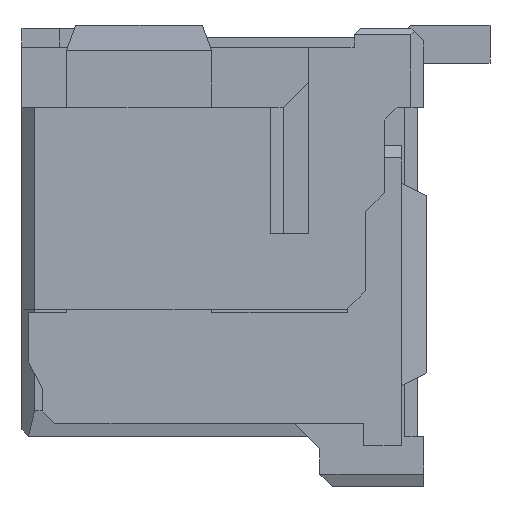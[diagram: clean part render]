
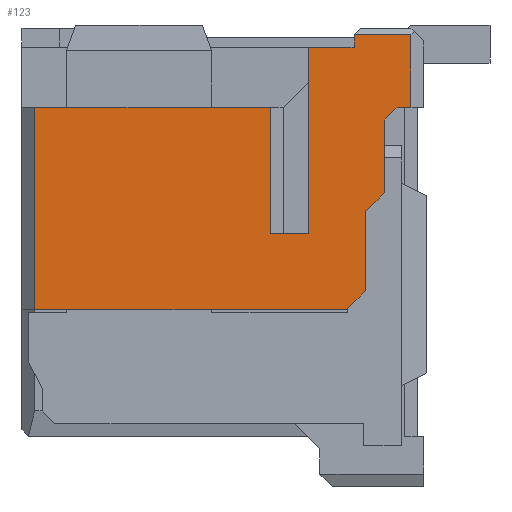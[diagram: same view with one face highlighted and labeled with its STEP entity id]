
A CAD part, left-side view. The second image highlights one B-rep face of the part: STEP entity #123.
In plain terms, the highlighted planar face has unit normal (-1, 0, 0).
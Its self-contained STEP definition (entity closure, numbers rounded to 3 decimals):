
#123=ADVANCED_FACE('',(#585),#586,.T.);
#585=FACE_OUTER_BOUND('',#1387,.T.);
#586=PLANE('',#1388);
#1387=EDGE_LOOP('',(#2626,#2627,#2628,#2629,#2630,#2631,#2632,#2633,#2634,#2635,#2636,#2637,#2638,#2639,#2640,#2641));
#1388=AXIS2_PLACEMENT_3D('',#2642,#2643,#2644);
#2626=ORIENTED_EDGE('',*,*,#5836,.T.);
#2627=ORIENTED_EDGE('',*,*,#5837,.F.);
#2628=ORIENTED_EDGE('',*,*,#5838,.F.);
#2629=ORIENTED_EDGE('',*,*,#5839,.F.);
#2630=ORIENTED_EDGE('',*,*,#5840,.F.);
#2631=ORIENTED_EDGE('',*,*,#5841,.F.);
#2632=ORIENTED_EDGE('',*,*,#5842,.F.);
#2633=ORIENTED_EDGE('',*,*,#5843,.T.);
#2634=ORIENTED_EDGE('',*,*,#5844,.T.);
#2635=ORIENTED_EDGE('',*,*,#5831,.T.);
#2636=ORIENTED_EDGE('',*,*,#5761,.T.);
#2637=ORIENTED_EDGE('',*,*,#5845,.T.);
#2638=ORIENTED_EDGE('',*,*,#5846,.T.);
#2639=ORIENTED_EDGE('',*,*,#5847,.T.);
#2640=ORIENTED_EDGE('',*,*,#5848,.F.);
#2641=ORIENTED_EDGE('',*,*,#5849,.T.);
#2642=CARTESIAN_POINT('',(-4.4,0.0,0.445));
#2643=DIRECTION('',(-1.0,0.0,0.0));
#2644=DIRECTION('',(0.0,0.0,1.0));
#5761=EDGE_CURVE('',#7090,#7088,#7091,.T.);
#5831=EDGE_CURVE('',#7206,#7090,#7211,.T.);
#5836=EDGE_CURVE('',#7216,#7217,#7218,.T.);
#5837=EDGE_CURVE('',#7219,#7217,#7220,.T.);
#5838=EDGE_CURVE('',#7221,#7219,#7222,.T.);
#5839=EDGE_CURVE('',#7223,#7221,#7224,.T.);
#5840=EDGE_CURVE('',#7225,#7223,#7226,.T.);
#5841=EDGE_CURVE('',#7227,#7225,#7228,.T.);
#5842=EDGE_CURVE('',#7229,#7227,#7230,.T.);
#5843=EDGE_CURVE('',#7229,#7231,#7232,.T.);
#5844=EDGE_CURVE('',#7231,#7206,#7233,.T.);
#5845=EDGE_CURVE('',#7088,#7234,#7235,.T.);
#5846=EDGE_CURVE('',#7234,#7236,#7237,.T.);
#5847=EDGE_CURVE('',#7236,#7238,#7239,.T.);
#5848=EDGE_CURVE('',#7240,#7238,#7241,.T.);
#5849=EDGE_CURVE('',#7240,#7216,#7242,.T.);
#7088=VERTEX_POINT('',#9162);
#7090=VERTEX_POINT('',#9165);
#7091=LINE('',#9166,#9167);
#7206=VERTEX_POINT('',#9348);
#7211=LINE('',#9356,#9357);
#7216=VERTEX_POINT('',#9366);
#7217=VERTEX_POINT('',#9367);
#7218=LINE('',#9368,#9369);
#7219=VERTEX_POINT('',#9370);
#7220=LINE('',#9371,#9372);
#7221=VERTEX_POINT('',#9373);
#7222=LINE('',#9374,#9375);
#7223=VERTEX_POINT('',#9376);
#7224=LINE('',#9377,#9378);
#7225=VERTEX_POINT('',#9379);
#7226=LINE('',#9380,#9381);
#7227=VERTEX_POINT('',#9382);
#7228=LINE('',#9383,#9384);
#7229=VERTEX_POINT('',#9385);
#7230=LINE('',#9386,#9387);
#7231=VERTEX_POINT('',#9388);
#7232=LINE('',#9389,#9390);
#7233=LINE('',#9391,#9392);
#7234=VERTEX_POINT('',#9393);
#7235=LINE('',#9394,#9395);
#7236=VERTEX_POINT('',#9396);
#7237=LINE('',#9397,#9398);
#7238=VERTEX_POINT('',#9399);
#7239=LINE('',#9400,#9401);
#7240=VERTEX_POINT('',#9402);
#7241=LINE('',#9403,#9404);
#7242=LINE('',#9405,#9406);
#9162=CARTESIAN_POINT('',(-4.4,-1.93,3.77));
#9165=CARTESIAN_POINT('',(-4.4,-2.65,3.77));
#9166=CARTESIAN_POINT('',(-4.4,-2.65,3.77));
#9167=VECTOR('',#11737,0.72);
#9348=CARTESIAN_POINT('',(-4.4,-2.65,3.97));
#9356=CARTESIAN_POINT('',(-4.4,-2.65,3.97));
#9357=VECTOR('',#11807,0.2);
#9366=CARTESIAN_POINT('',(-4.4,2.4,-0.38));
#9367=CARTESIAN_POINT('',(-4.4,-2.53,-0.38));
#9368=CARTESIAN_POINT('',(-4.4,2.4,-0.38));
#9369=VECTOR('',#11812,4.93);
#9370=CARTESIAN_POINT('',(-4.4,-2.83,-0.08));
#9371=CARTESIAN_POINT('',(-4.4,-2.83,-0.08));
#9372=VECTOR('',#11813,0.424);
#9373=CARTESIAN_POINT('',(-4.4,-2.83,1.17));
#9374=CARTESIAN_POINT('',(-4.4,-2.83,1.17));
#9375=VECTOR('',#11814,1.25);
#9376=CARTESIAN_POINT('',(-4.4,-3.13,1.47));
#9377=CARTESIAN_POINT('',(-4.4,-3.13,1.47));
#9378=VECTOR('',#11815,0.424);
#9379=CARTESIAN_POINT('',(-4.4,-3.13,2.62));
#9380=CARTESIAN_POINT('',(-4.4,-3.13,2.62));
#9381=VECTOR('',#11816,1.15);
#9382=CARTESIAN_POINT('',(-4.4,-3.33,2.82));
#9383=CARTESIAN_POINT('',(-4.4,-3.33,2.82));
#9384=VECTOR('',#11817,0.283);
#9385=CARTESIAN_POINT('',(-4.4,-3.55,2.82));
#9386=CARTESIAN_POINT('',(-4.4,-3.55,2.82));
#9387=VECTOR('',#11818,0.22);
#9388=CARTESIAN_POINT('',(-4.4,-3.55,3.97));
#9389=CARTESIAN_POINT('',(-4.4,-3.55,2.82));
#9390=VECTOR('',#11819,1.15);
#9391=CARTESIAN_POINT('',(-4.4,-3.55,3.97));
#9392=VECTOR('',#11820,0.9);
#9393=CARTESIAN_POINT('',(-4.4,-1.93,0.82));
#9394=CARTESIAN_POINT('',(-4.4,-1.93,3.77));
#9395=VECTOR('',#11821,2.95);
#9396=CARTESIAN_POINT('',(-4.4,-1.33,0.82));
#9397=CARTESIAN_POINT('',(-4.4,-1.93,0.82));
#9398=VECTOR('',#11822,0.6);
#9399=CARTESIAN_POINT('',(-4.4,-1.33,2.82));
#9400=CARTESIAN_POINT('',(-4.4,-1.33,0.82));
#9401=VECTOR('',#11823,2.0);
#9402=CARTESIAN_POINT('',(-4.4,2.4,2.82));
#9403=CARTESIAN_POINT('',(-4.4,2.4,2.82));
#9404=VECTOR('',#11824,3.73);
#9405=CARTESIAN_POINT('',(-4.4,2.4,2.82));
#9406=VECTOR('',#11825,3.2);
#11737=DIRECTION('',(0.0,1.0,0.0));
#11807=DIRECTION('',(0.0,0.0,-1.0));
#11812=DIRECTION('',(0.0,-1.0,0.0));
#11813=DIRECTION('',(0.0,0.707,-0.707));
#11814=DIRECTION('',(0.0,0.0,-1.0));
#11815=DIRECTION('',(0.0,0.707,-0.707));
#11816=DIRECTION('',(0.0,0.0,-1.0));
#11817=DIRECTION('',(0.0,0.707,-0.707));
#11818=DIRECTION('',(0.0,1.0,0.0));
#11819=DIRECTION('',(0.0,0.0,1.0));
#11820=DIRECTION('',(0.0,1.0,0.0));
#11821=DIRECTION('',(0.0,0.0,-1.0));
#11822=DIRECTION('',(0.0,1.0,0.0));
#11823=DIRECTION('',(0.0,0.0,1.0));
#11824=DIRECTION('',(0.0,-1.0,0.0));
#11825=DIRECTION('',(0.0,0.0,-1.0));
